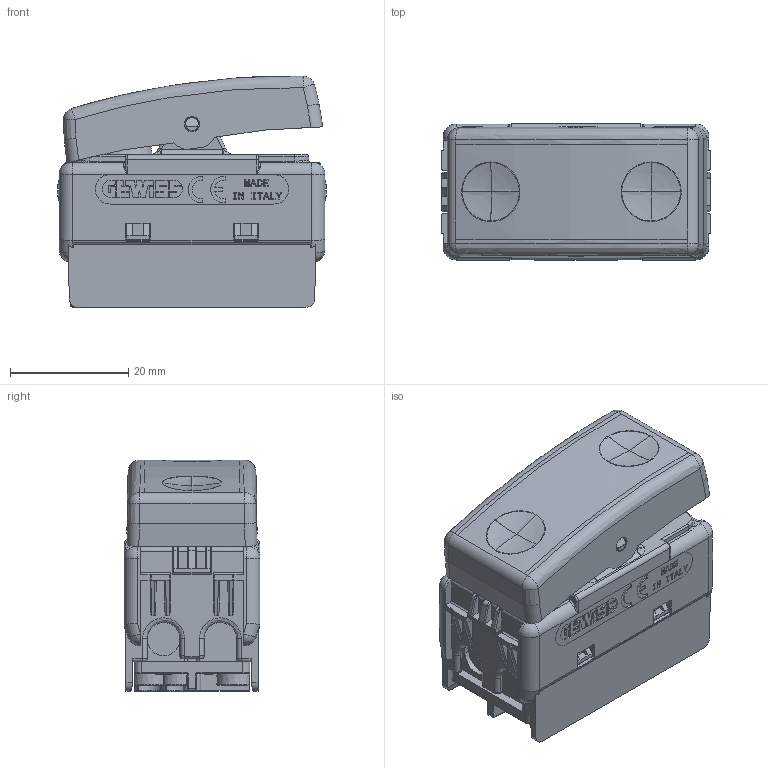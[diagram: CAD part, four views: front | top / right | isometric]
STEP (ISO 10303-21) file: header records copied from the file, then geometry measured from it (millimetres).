
FILE_DESCRIPTION(('CATIA V5 STEP Exchange','CAx-IF Rec.Pracs.--- Model Styling and Organization---1.4--- 2014-01-23'),'2;1');
FILE_NAME('GW20576 - DEVIATORE 1P-16AX GENERICO.stp','2019-11-28T09:07:59+00:00',('none'),('none'),'CATIA Version 5-6 Release 2016 SP4','CATIA V5 STEP AP214','none');
FILE_SCHEMA(('AUTOMOTIVE_DESIGN { 1 0 10303 214 1 1 1 1 }'));
Products named in the file (4): Product1.1; 5001.994.2 CUSTODIA INTERRUTTORE-PULSANTE; TASTO COMANDO SYSTEM WHITE; ZOCCOLO INTERRUTTORE ECO-SYS.3P st.20PI0233
Assembly tree (3 placements, depth 2):
  Product1.1
    5001.994.2 CUSTODIA INTERRUTTORE-PULSANTE
    TASTO COMANDO SYSTEM WHITE
    ZOCCOLO INTERRUTTORE ECO-SYS.3P st.20PI0233
Bounding box: 45.4 x 23 x 39.26 mm (x, y, z)
Volume: 29213.2 mm3; surface area: 21266 mm2
Topology: 3 solids, 5 shells, 3162 faces, 8669 edges, 5438 vertices
Faces by surface type: plane 1887, cylinder 608, bspline 340, torus 146, sphere 104, cone 73, extrusion 4
Entity records: 113502 total; most frequent: CARTESIAN_POINT 41792, ORIENTED_EDGE 17052, DIRECTION 10960, EDGE_CURVE 8526, VECTOR 5463, LINE 5459, VERTEX_POINT 5438, AXIS2_PLACEMENT_3D 3252
